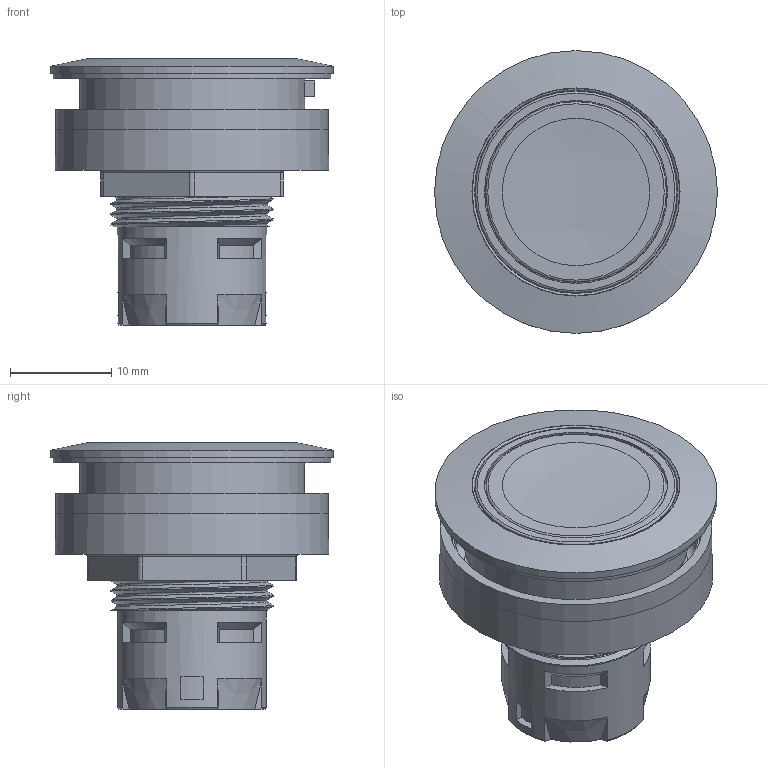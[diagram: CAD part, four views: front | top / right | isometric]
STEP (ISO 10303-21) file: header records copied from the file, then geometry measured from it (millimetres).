
FILE_DESCRIPTION(/* description */ (''),/* implementation_level */ '2;1');
FILE_NAME(/* name */ 'RRJTLR_ipt.stp',/* time_stamp */ '2016-03-08T16:22:16+01:00',/* author */ ('mharscher'),/* organization */ (''),/* preprocessor_version */ 'ST-DEVELOPER v15.2',/* originating_system */ 'Autodesk Inventor 2014',/* authorisation */ '');
FILE_SCHEMA (('CONFIG_CONTROL_DESIGN'));
Length unit declared in the file: centimetre
Products named in the file (1): RRJTLR_ipt
Bounding box: 27.9 x 27.9 x 26.3 mm (x, y, z)
Volume: 7778.4 mm3; surface area: 4634.2 mm2
Topology: 1 solids, 1 shells, 131 faces, 317 edges, 206 vertices
Faces by surface type: plane 60, cylinder 38, cone 16, torus 13, bspline 3, sphere 1
Full cylindrical faces by diameter (mm): 14.7 x1, 16 x2, 16.5 x1, 17.8 x1, 18.05 x1, 19.9 x1, 20.05 x1, 22.2 x1, 25 x1, 26.86 x1, 27.4 x1, 27.9 x1
Entity records: 7569 total; most frequent: CARTESIAN_POINT 4691, DIRECTION 614, ORIENTED_EDGE 554, EDGE_CURVE 277, AXIS2_PLACEMENT_3D 255, VERTEX_POINT 192, EDGE_LOOP 173, ADVANCED_FACE 129
